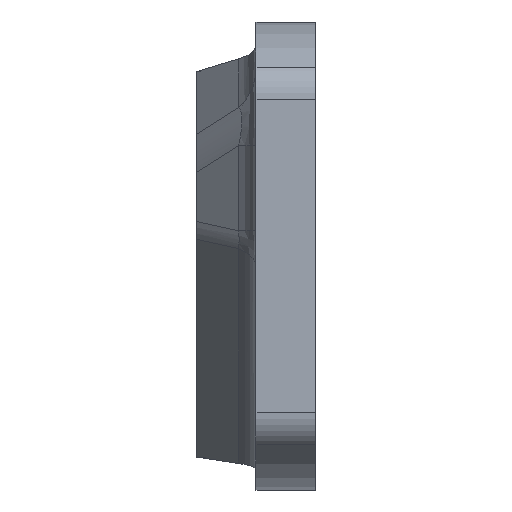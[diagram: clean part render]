
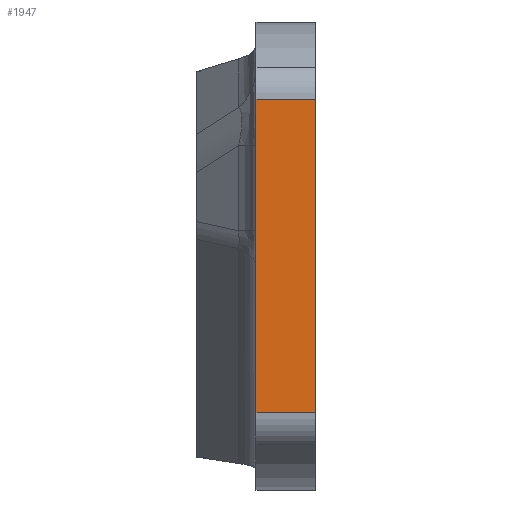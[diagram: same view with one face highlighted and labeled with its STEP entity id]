
A CAD part, left-side view. The second image highlights one B-rep face of the part: STEP entity #1947.
In plain terms, the highlighted planar face has unit normal (-1, 0, 0).
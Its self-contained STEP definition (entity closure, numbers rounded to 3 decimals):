
#86=PLANE('',#2125);
#182=LINE('',#3070,#370);
#209=LINE('',#3149,#397);
#210=LINE('',#3152,#398);
#211=LINE('',#3153,#399);
#370=VECTOR('',#2398,10.);
#397=VECTOR('',#2475,10.);
#398=VECTOR('',#2478,10.);
#399=VECTOR('',#2479,10.);
#574=FACE_OUTER_BOUND('',#691,.T.);
#691=EDGE_LOOP('',(#1514,#1515,#1516,#1517));
#956=VERTEX_POINT('',#3067);
#957=VERTEX_POINT('',#3069);
#983=VERTEX_POINT('',#3145);
#985=VERTEX_POINT('',#3151);
#1142=EDGE_CURVE('',#957,#956,#182,.T.);
#1184=EDGE_CURVE('',#957,#983,#209,.T.);
#1185=EDGE_CURVE('',#985,#956,#210,.T.);
#1186=EDGE_CURVE('',#983,#985,#211,.T.);
#1514=ORIENTED_EDGE('',*,*,#1184,.F.);
#1515=ORIENTED_EDGE('',*,*,#1142,.T.);
#1516=ORIENTED_EDGE('',*,*,#1185,.F.);
#1517=ORIENTED_EDGE('',*,*,#1186,.F.);
#1947=ADVANCED_FACE('',(#574),#86,.T.);
#2125=AXIS2_PLACEMENT_3D('',#3150,#2476,#2477);
#2398=DIRECTION('',(0.,0.,1.));
#2475=DIRECTION('',(0.,1.,0.));
#2476=DIRECTION('center_axis',(-1.,0.,0.));
#2477=DIRECTION('ref_axis',(0.,0.,1.));
#2478=DIRECTION('',(0.,-1.,0.));
#2479=DIRECTION('',(0.,0.,1.));
#3067=CARTESIAN_POINT('',(-137.562,0.,11.04));
#3069=CARTESIAN_POINT('',(-137.562,0.,-20.557));
#3070=CARTESIAN_POINT('',(-137.562,0.,-22.467));
#3145=CARTESIAN_POINT('',(-137.562,6.,-20.557));
#3149=CARTESIAN_POINT('',(-137.562,0.,-20.557));
#3150=CARTESIAN_POINT('Origin',(-137.562,0.,-22.467));
#3151=CARTESIAN_POINT('',(-137.562,6.,11.04));
#3152=CARTESIAN_POINT('',(-137.562,0.,11.04));
#3153=CARTESIAN_POINT('',(-137.562,6.,-22.467));
